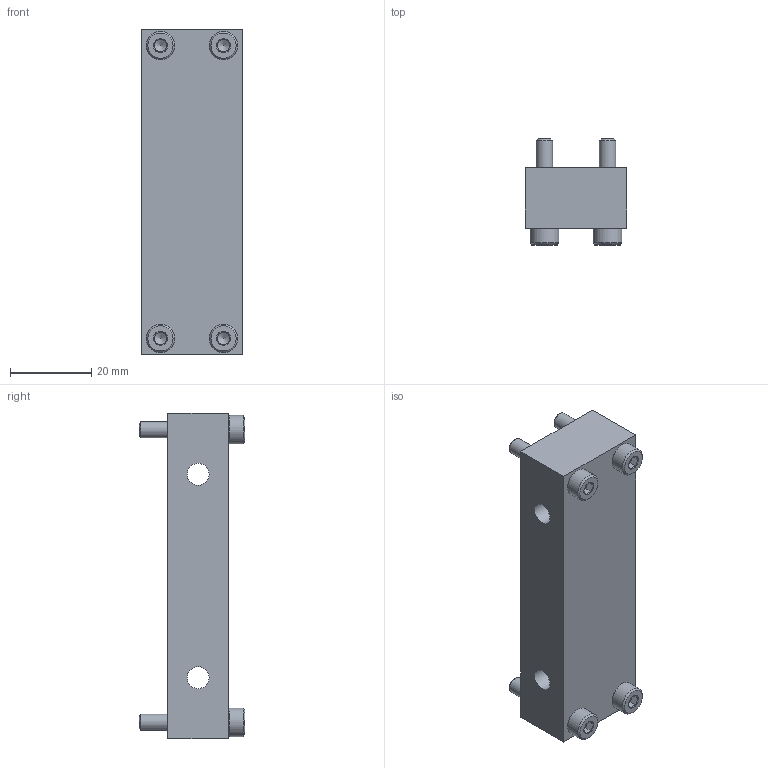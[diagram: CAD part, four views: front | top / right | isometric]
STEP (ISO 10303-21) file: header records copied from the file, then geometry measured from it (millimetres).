
FILE_DESCRIPTION(/* description */ ('STEP AP214'),/* implementation_level */ '2;1');
FILE_NAME(/* name */ '34563_HBEV-15_63',/* time_stamp */ '2024-08-29T01:47:24+02:00',/* author */ ('License CC BY-ND 4.0'),/* organization */ ('CADENAS'),/* preprocessor_version */ 'ST-DEVELOPER v19.3',/* originating_system */ 'PARTsolutions',/* authorisation */ ' ');
FILE_SCHEMA (('AUTOMOTIVE_DESIGN {1 0 10303 214 3 1 1}'));
Length unit declared in the file: millimetre
Products named in the file (3): 34563 HBEV-15/63; 320752 HBEV-15/63---(P1); DIN-912 - M4x22(F)
Assembly tree (5 placements, depth 2):
  34563 HBEV-15/63
    320752 HBEV-15/63---(P1)
    DIN-912 - M4x22(F)  x4
Bounding box: 25 x 26 x 80 mm (x, y, z)
Volume: 28983.2 mm3; surface area: 10488.5 mm2
Topology: 5 solids, 5 shells, 136 faces, 264 edges, 144 vertices
Faces by surface type: plane 68, cone 52, cylinder 16
Full cylindrical faces by diameter (mm): 3.242 x4, 4 x4, 5.4 x2, 7 x4, 11 x2
Entity records: 1339 total; most frequent: DIRECTION 234, CARTESIAN_POINT 221, ORIENTED_EDGE 160, AXIS2_PLACEMENT_3D 102, FACE_BOUND 91, EDGE_LOOP 90, EDGE_CURVE 80, VERTEX_POINT 59
